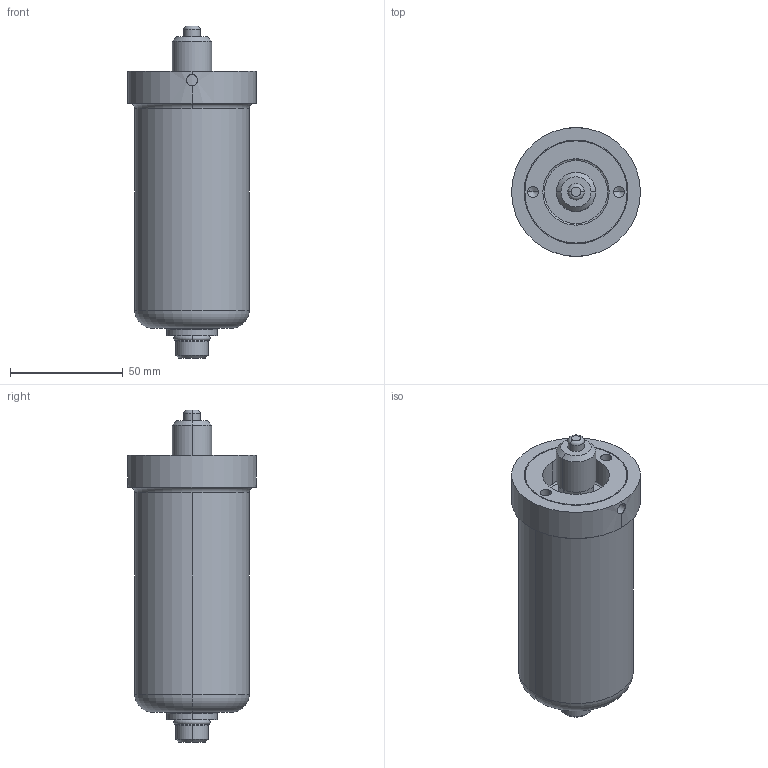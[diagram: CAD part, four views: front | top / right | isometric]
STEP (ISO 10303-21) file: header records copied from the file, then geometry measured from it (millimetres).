
FILE_DESCRIPTION((''),'2;1');
FILE_NAME('ILC10101601','2013-02-05T',('jdw'),(''),'PRO/ENGINEER BY PARAMETRIC TECHNOLOGY CORPORATION, 2007460','PRO/ENGINEER BY PARAMETRIC TECHNOLOGY CORPORATION, 2007460','');
FILE_SCHEMA(('AUTOMOTIVE_DESIGN_CC2 { 1 2 10303 214 -1 1 5 2 }'));
Length unit declared in the file: inch
Products named in the file (1): ILC10101601
Bounding box: 57.15 x 57.15 x 147.32 mm (x, y, z)
Volume: 236611.1 mm3; surface area: 29155.4 mm2
Topology: 2 solids, 2 shells, 72 faces, 162 edges, 98 vertices
Faces by surface type: cylinder 28, plane 18, torus 18, cone 8
Entity records: 2241 total; most frequent: CARTESIAN_POINT 436, DIRECTION 380, ORIENTED_EDGE 316, AXIS2_PLACEMENT_3D 162, EDGE_CURVE 158, COLOUR_RGB 105, VERTEX_POINT 98, CIRCLE 90
